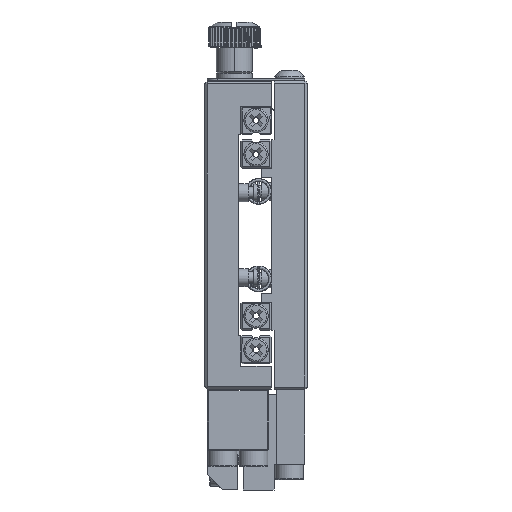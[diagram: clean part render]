
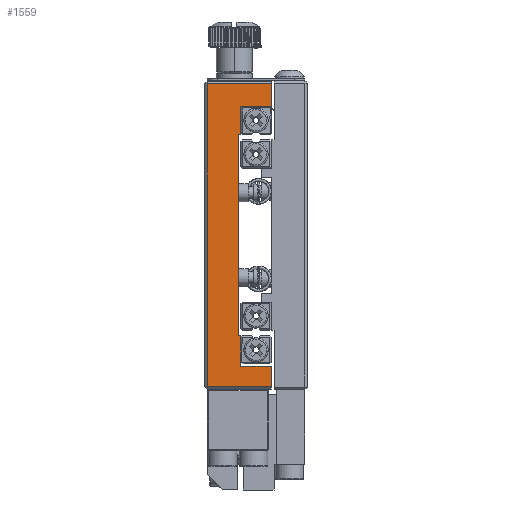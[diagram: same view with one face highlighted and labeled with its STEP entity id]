
A CAD part, left-side view. The second image highlights one B-rep face of the part: STEP entity #1559.
In plain terms, the highlighted planar face has unit normal (1, 0, 0).
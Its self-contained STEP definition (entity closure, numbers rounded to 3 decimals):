
#1559 = ADVANCED_FACE ( 'NONE', ( #71745 ), #77847, .F. ) ;
#2461 = VECTOR ( 'NONE', #54360, 1000. ) ;
#2608 = ORIENTED_EDGE ( 'NONE', *, *, #76875, .F. ) ;
#2750 = CARTESIAN_POINT ( 'NONE',  ( -30., 19.5, 29.9 ) ) ;
#5596 = CARTESIAN_POINT ( 'NONE',  ( -30., 7., 29.9 ) ) ;
#5820 = CARTESIAN_POINT ( 'NONE',  ( -30., 7., 29.4 ) ) ;
#6608 = CARTESIAN_POINT ( 'NONE',  ( -30., 13., -25.5 ) ) ;
#7075 = EDGE_CURVE ( 'NONE', #45999, #20400, #36548, .T. ) ;
#7728 = LINE ( 'NONE', #72470, #50285 ) ;
#8580 = VECTOR ( 'NONE', #27787, 1000. ) ;
#9111 = CARTESIAN_POINT ( 'NONE',  ( -30., 13., 25. ) ) ;
#9875 = CARTESIAN_POINT ( 'NONE',  ( -30., 13., 29.9 ) ) ;
#14416 = EDGE_CURVE ( 'NONE', #63772, #17664, #14453, .T. ) ;
#14453 = LINE ( 'NONE', #35694, #2461 ) ;
#14963 = CARTESIAN_POINT ( 'NONE',  ( -30., 7., 29.9 ) ) ;
#15206 = VECTOR ( 'NONE', #22578, 1000. ) ;
#16762 = ORIENTED_EDGE ( 'NONE', *, *, #50361, .F. ) ;
#17664 = VERTEX_POINT ( 'NONE', #20409 ) ;
#18417 = CARTESIAN_POINT ( 'NONE',  ( -30., 7., 25. ) ) ;
#19249 = EDGE_CURVE ( 'NONE', #56463, #25777, #38583, .T. ) ;
#19921 = CARTESIAN_POINT ( 'NONE',  ( -30., 13., 19.5 ) ) ;
#20400 = VERTEX_POINT ( 'NONE', #80793 ) ;
#20409 = CARTESIAN_POINT ( 'NONE',  ( -30., 13.45, 19.5 ) ) ;
#20836 = LINE ( 'NONE', #47287, #8580 ) ;
#21311 = EDGE_CURVE ( 'NONE', #24342, #76169, #76561, .T. ) ;
#22008 = VECTOR ( 'NONE', #42360, 1000. ) ;
#22423 = LINE ( 'NONE', #48875, #22008 ) ;
#22578 = DIRECTION ( 'NONE',  ( 0., 1., 0. ) ) ;
#22800 = ORIENTED_EDGE ( 'NONE', *, *, #19249, .F. ) ;
#23319 = VECTOR ( 'NONE', #55260, 1000. ) ;
#24247 = VECTOR ( 'NONE', #74012, 1000. ) ;
#24342 = VERTEX_POINT ( 'NONE', #6608 ) ;
#25561 = DIRECTION ( 'NONE',  ( 0., 0., 1. ) ) ;
#25777 = VERTEX_POINT ( 'NONE', #48815 ) ;
#26232 = VECTOR ( 'NONE', #81967, 1000. ) ;
#27274 = DIRECTION ( 'NONE',  ( 0., -1., 0. ) ) ;
#27787 = DIRECTION ( 'NONE',  ( 0., -1., 0. ) ) ;
#28050 = VERTEX_POINT ( 'NONE', #38915 ) ;
#30043 = CARTESIAN_POINT ( 'NONE',  ( -30., 20., 29.4 ) ) ;
#30840 = VECTOR ( 'NONE', #42615, 1000. ) ;
#32933 = EDGE_CURVE ( 'NONE', #28050, #56463, #20836, .T. ) ;
#33434 = VECTOR ( 'NONE', #83504, 1000. ) ;
#35694 = CARTESIAN_POINT ( 'NONE',  ( -30., 13.45, 19.5 ) ) ;
#35939 = EDGE_CURVE ( 'NONE', #85235, #85665, #7728, .T. ) ;
#36520 = CARTESIAN_POINT ( 'NONE',  ( -30., 20., 19.5 ) ) ;
#36548 = LINE ( 'NONE', #30043, #30840 ) ;
#38237 = VERTEX_POINT ( 'NONE', #19921 ) ;
#38583 = LINE ( 'NONE', #5596, #40152 ) ;
#38743 = DIRECTION ( 'NONE',  ( -1., 0., 0. ) ) ;
#38824 = CARTESIAN_POINT ( 'NONE',  ( -30., 13., -19.5 ) ) ;
#38915 = CARTESIAN_POINT ( 'NONE',  ( -30., 19.5, -29.4 ) ) ;
#40152 = VECTOR ( 'NONE', #25561, 1000. ) ;
#41562 = LINE ( 'NONE', #9875, #26232 ) ;
#42240 = CARTESIAN_POINT ( 'NONE',  ( -30., 13.45, -19.5 ) ) ;
#42360 = DIRECTION ( 'NONE',  ( 0., 1., 0. ) ) ;
#42615 = DIRECTION ( 'NONE',  ( 0., 1., 0. ) ) ;
#43996 = EDGE_CURVE ( 'NONE', #38237, #85235, #41562, .T. ) ;
#44899 = ORIENTED_EDGE ( 'NONE', *, *, #7075, .F. ) ;
#45690 = EDGE_LOOP ( 'NONE', ( #78581, #63863, #16762, #82504, #55451, #22800, #85240, #65240, #44899, #2608, #79886, #77433 ) ) ;
#45999 = VERTEX_POINT ( 'NONE', #5820 ) ;
#46435 = LINE ( 'NONE', #72954, #15206 ) ;
#47287 = CARTESIAN_POINT ( 'NONE',  ( -30., 20., -29.4 ) ) ;
#48656 = EDGE_CURVE ( 'NONE', #28050, #20400, #57284, .T. ) ;
#48796 = LINE ( 'NONE', #14963, #24247 ) ;
#48815 = CARTESIAN_POINT ( 'NONE',  ( -30., 7., -25.5 ) ) ;
#48875 = CARTESIAN_POINT ( 'NONE',  ( -30., 20., -19.5 ) ) ;
#50285 = VECTOR ( 'NONE', #27274, 1000. ) ;
#50361 = EDGE_CURVE ( 'NONE', #76169, #63772, #22423, .T. ) ;
#54360 = DIRECTION ( 'NONE',  ( 0., 0., 1. ) ) ;
#55260 = DIRECTION ( 'NONE',  ( 0., 0., 1. ) ) ;
#55451 = ORIENTED_EDGE ( 'NONE', *, *, #68620, .F. ) ;
#56463 = VERTEX_POINT ( 'NONE', #73223 ) ;
#56972 = CARTESIAN_POINT ( 'NONE',  ( -30., 20., 29.9 ) ) ;
#57284 = LINE ( 'NONE', #2750, #23319 ) ;
#57549 = VECTOR ( 'NONE', #63001, 1000. ) ;
#63001 = DIRECTION ( 'NONE',  ( 0., -1., 0. ) ) ;
#63772 = VERTEX_POINT ( 'NONE', #42240 ) ;
#63863 = ORIENTED_EDGE ( 'NONE', *, *, #14416, .F. ) ;
#65240 = ORIENTED_EDGE ( 'NONE', *, *, #48656, .T. ) ;
#68620 = EDGE_CURVE ( 'NONE', #25777, #24342, #46435, .T. ) ;
#71745 = FACE_OUTER_BOUND ( 'NONE', #45690, .T. ) ;
#72470 = CARTESIAN_POINT ( 'NONE',  ( -30., 20., 25. ) ) ;
#72954 = CARTESIAN_POINT ( 'NONE',  ( -30., 20., -25.5 ) ) ;
#73223 = CARTESIAN_POINT ( 'NONE',  ( -30., 7., -29.4 ) ) ;
#74012 = DIRECTION ( 'NONE',  ( 0., 0., 1. ) ) ;
#76058 = LINE ( 'NONE', #36520, #57549 ) ;
#76169 = VERTEX_POINT ( 'NONE', #38824 ) ;
#76561 = LINE ( 'NONE', #77420, #33434 ) ;
#76875 = EDGE_CURVE ( 'NONE', #85665, #45999, #48796, .T. ) ;
#77001 = DIRECTION ( 'NONE',  ( 0., 0., 1. ) ) ;
#77420 = CARTESIAN_POINT ( 'NONE',  ( -30., 13., 29.9 ) ) ;
#77433 = ORIENTED_EDGE ( 'NONE', *, *, #43996, .F. ) ;
#77847 = PLANE ( 'NONE',  #78253 ) ;
#78253 = AXIS2_PLACEMENT_3D ( 'NONE', #56972, #38743, #77001 ) ;
#78581 = ORIENTED_EDGE ( 'NONE', *, *, #82499, .F. ) ;
#79886 = ORIENTED_EDGE ( 'NONE', *, *, #35939, .F. ) ;
#80793 = CARTESIAN_POINT ( 'NONE',  ( -30., 19.5, 29.4 ) ) ;
#81967 = DIRECTION ( 'NONE',  ( 0., 0., 1. ) ) ;
#82499 = EDGE_CURVE ( 'NONE', #17664, #38237, #76058, .T. ) ;
#82504 = ORIENTED_EDGE ( 'NONE', *, *, #21311, .F. ) ;
#83504 = DIRECTION ( 'NONE',  ( 0., 0., 1. ) ) ;
#85235 = VERTEX_POINT ( 'NONE', #9111 ) ;
#85240 = ORIENTED_EDGE ( 'NONE', *, *, #32933, .F. ) ;
#85665 = VERTEX_POINT ( 'NONE', #18417 ) ;
